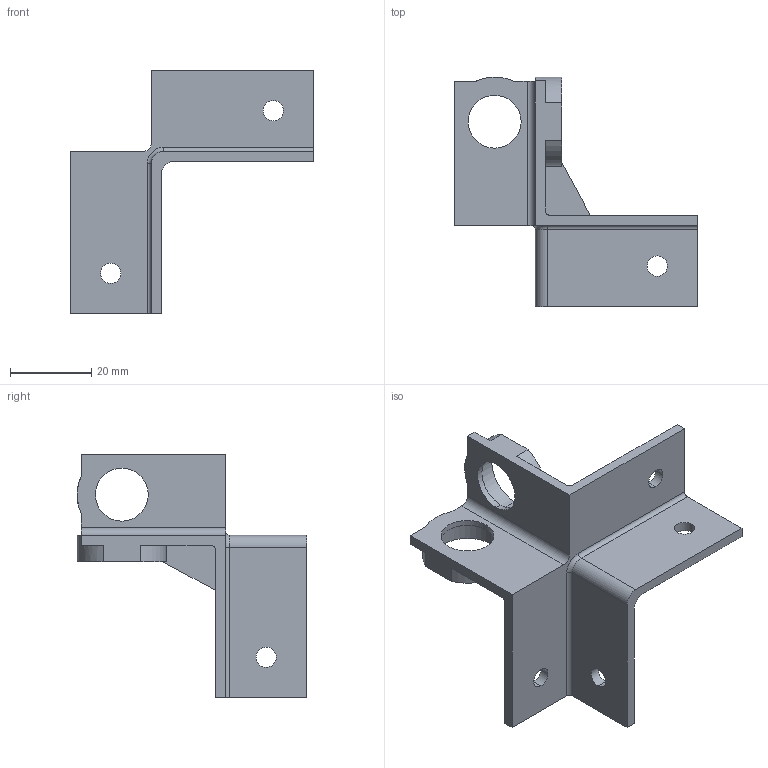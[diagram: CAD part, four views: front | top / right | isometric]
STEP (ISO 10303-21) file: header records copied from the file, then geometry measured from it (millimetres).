
FILE_DESCRIPTION (( 'STEP AP214' ), '1' );
FILE_NAME ('support roulements extrémité.STEP', '2021-03-10T09:21:18', ( '' ), ( '' ), 'SwSTEP 2.0', 'SolidWorks 2016', '' );
FILE_SCHEMA (( 'AUTOMOTIVE_DESIGN' ));
Length unit declared in the file: millimetre
Products named in the file (1): support roulements extrémité
Bounding box: 60 x 56.49 x 60 mm (x, y, z)
Volume: 12588.6 mm3; surface area: 11177.7 mm2
Topology: 1 solids, 1 shells, 67 faces, 185 edges, 122 vertices
Faces by surface type: plane 34, cylinder 31, torus 2
Entity records: 2263 total; most frequent: CARTESIAN_POINT 430, DIRECTION 387, ORIENTED_EDGE 370, EDGE_CURVE 185, AXIS2_PLACEMENT_3D 137, VERTEX_POINT 122, LINE 113, VECTOR 113
